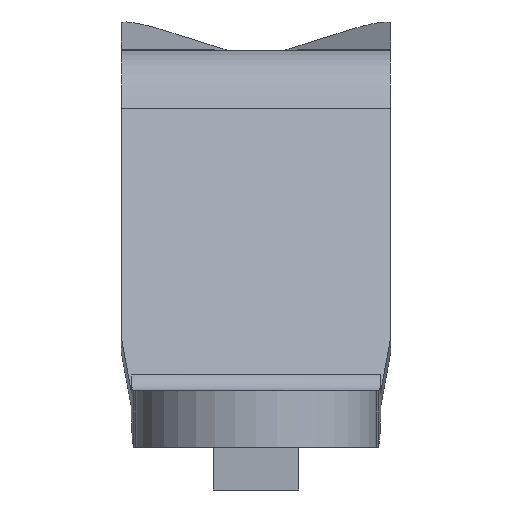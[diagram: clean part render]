
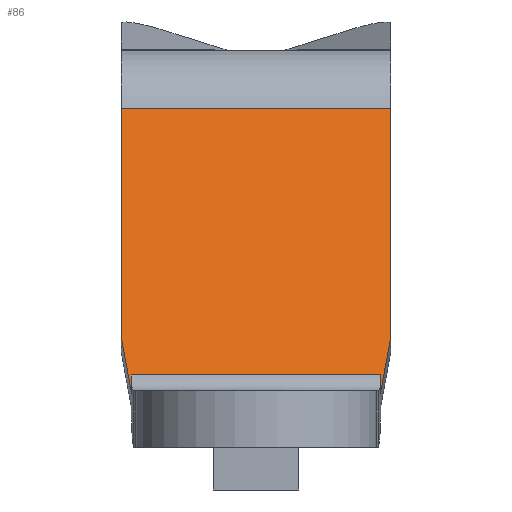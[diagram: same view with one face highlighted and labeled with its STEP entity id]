
A CAD part, left-side view. The second image highlights one B-rep face of the part: STEP entity #86.
In plain terms, the highlighted planar face has unit normal (-0.966, 0, 0.259).
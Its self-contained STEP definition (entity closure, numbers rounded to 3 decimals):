
#86=ADVANCED_FACE('',(#209),#210,.T.);
#209=FACE_OUTER_BOUND('',#370,.T.);
#210=PLANE('',#371);
#370=EDGE_LOOP('',(#643,#644,#645,#646,#647,#648,#649,#650));
#371=AXIS2_PLACEMENT_3D('',#651,#652,#653);
#643=ORIENTED_EDGE('',*,*,#1077,.F.);
#644=ORIENTED_EDGE('',*,*,#1065,.T.);
#645=ORIENTED_EDGE('',*,*,#1078,.T.);
#646=ORIENTED_EDGE('',*,*,#1079,.F.);
#647=ORIENTED_EDGE('',*,*,#1080,.F.);
#648=ORIENTED_EDGE('',*,*,#1081,.F.);
#649=ORIENTED_EDGE('',*,*,#1082,.T.);
#650=ORIENTED_EDGE('',*,*,#1054,.T.);
#651=CARTESIAN_POINT('',(11.359,0.,-15.455));
#652=DIRECTION('',(-0.966,0.0,0.259));
#653=DIRECTION('',(0.259,0.0,0.966));
#1054=EDGE_CURVE('',#1257,#1255,#1258,.T.);
#1065=EDGE_CURVE('',#1275,#1276,#1277,.T.);
#1077=EDGE_CURVE('',#1275,#1255,#1297,.F.);
#1078=EDGE_CURVE('',#1276,#1298,#1299,.T.);
#1079=EDGE_CURVE('',#1300,#1298,#1301,.T.);
#1080=EDGE_CURVE('',#1302,#1300,#1303,.T.);
#1081=EDGE_CURVE('',#1304,#1302,#1305,.T.);
#1082=EDGE_CURVE('',#1304,#1257,#1306,.T.);
#1255=VERTEX_POINT('',#1531);
#1257=VERTEX_POINT('',#1533);
#1258=LINE('',#1534,#1535);
#1275=VERTEX_POINT('',#1560);
#1276=VERTEX_POINT('',#1561);
#1277=LINE('',#1562,#1563);
#1297=LINE('',#1589,#1590);
#1298=VERTEX_POINT('',#1591);
#1299=LINE('',#1592,#1593);
#1300=VERTEX_POINT('',#1594);
#1301=LINE('',#1595,#1596);
#1302=VERTEX_POINT('',#1597);
#1303=LINE('',#1598,#1599);
#1304=VERTEX_POINT('',#1600);
#1305=LINE('',#1601,#1602);
#1306=LINE('',#1603,#1604);
#1531=CARTESIAN_POINT('',(20.839,-9.5,19.927));
#1533=CARTESIAN_POINT('',(16.503,-9.5,3.744));
#1534=CARTESIAN_POINT('',(11.359,-9.5,-15.455));
#1535=VECTOR('',#1874,1.0);
#1560=CARTESIAN_POINT('',(20.839,9.5,19.927));
#1561=CARTESIAN_POINT('',(16.503,9.5,3.744));
#1562=CARTESIAN_POINT('',(11.359,9.5,-15.455));
#1563=VECTOR('',#1883,1.0);
#1589=CARTESIAN_POINT('',(20.839,-9.5,19.927));
#1590=VECTOR('',#1902,1.0);
#1591=CARTESIAN_POINT('',(15.5,8.811,0.));
#1592=CARTESIAN_POINT('',(18.687,11.0,11.894));
#1593=VECTOR('',#1903,1.0);
#1594=CARTESIAN_POINT('',(15.798,8.811,1.112));
#1595=CARTESIAN_POINT('',(11.359,8.811,-15.455));
#1596=VECTOR('',#1904,1.0);
#1597=CARTESIAN_POINT('',(15.798,-8.811,1.112));
#1598=CARTESIAN_POINT('',(15.798,0.,1.112));
#1599=VECTOR('',#1905,1.0);
#1600=CARTESIAN_POINT('',(15.5,-8.811,0.0));
#1601=CARTESIAN_POINT('',(11.359,-8.811,-15.455));
#1602=VECTOR('',#1906,1.0);
#1603=CARTESIAN_POINT('',(13.3,-7.3,-8.21));
#1604=VECTOR('',#1907,1.0);
#1874=DIRECTION('',(0.259,0.0,0.966));
#1883=DIRECTION('',(-0.259,0.0,-0.966));
#1902=DIRECTION('',(0.,1.0,0.));
#1903=DIRECTION('',(-0.255,-0.175,-0.951));
#1904=DIRECTION('',(-0.259,0.,-0.966));
#1905=DIRECTION('',(0.0,1.0,0.0));
#1906=DIRECTION('',(0.259,0.,0.966));
#1907=DIRECTION('',(0.255,-0.175,0.951));
